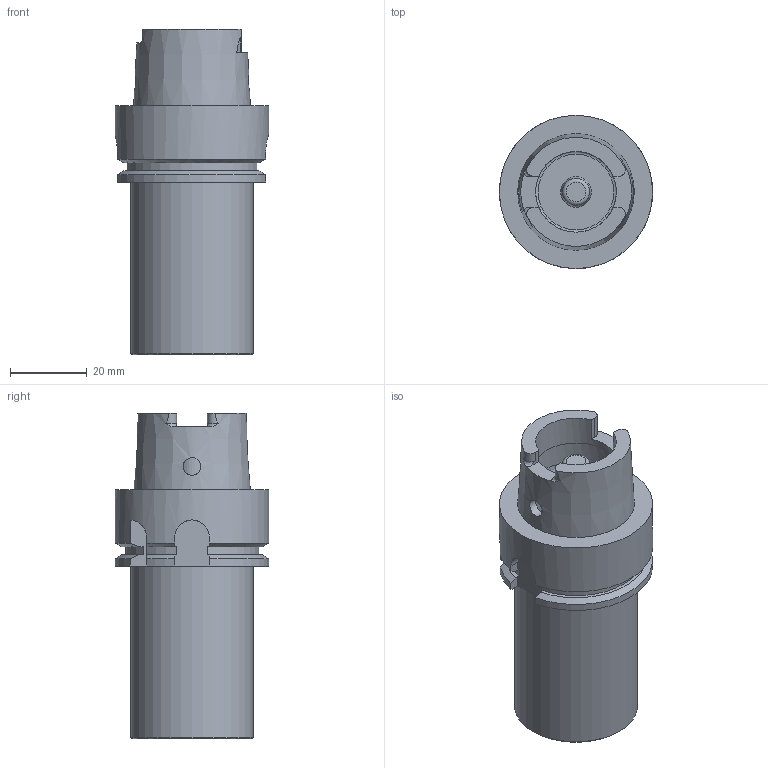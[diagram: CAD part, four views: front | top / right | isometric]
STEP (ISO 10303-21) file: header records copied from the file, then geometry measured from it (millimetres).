
FILE_DESCRIPTION(/* description */ (''),/* implementation_level */ '2;1');
FILE_NAME(/* name */ '7026_1_3D.STP',/* time_stamp */ '2023-01-18T08:50:25+01:00',/* author */ (''),/* organization */ ('SMS'),/* preprocessor_version */ 'ST-DEVELOPER v16.7',/* originating_system */ 'SIEMENS PLM Software NX 12.0',/* authorisation */ '');
FILE_SCHEMA (('AUTOMOTIVE_DESIGN { 1 0 10303 214 3 1 1 1 }'));
Length unit declared in the file: millimetre
Products named in the file (1): 7026_1_3D
Bounding box: 39.95 x 39.95 x 84.9 mm (x, y, z)
Volume: 62634.3 mm3; surface area: 14204.4 mm2
Topology: 1 solids, 1 shells, 78 faces, 223 edges, 147 vertices
Faces by surface type: plane 35, cylinder 26, cone 11, torus 6
Full cylindrical faces by diameter (mm): 2 x1, 4.6 x2, 8 x1, 21.042 x2, 25.565 x1, 32 x1, 39.95 x1
Entity records: 2791 total; most frequent: CARTESIAN_POINT 875, DIRECTION 384, ORIENTED_EDGE 380, EDGE_CURVE 190, AXIS2_PLACEMENT_3D 149, VERTEX_POINT 134, EDGE_LOOP 101, LINE 86
